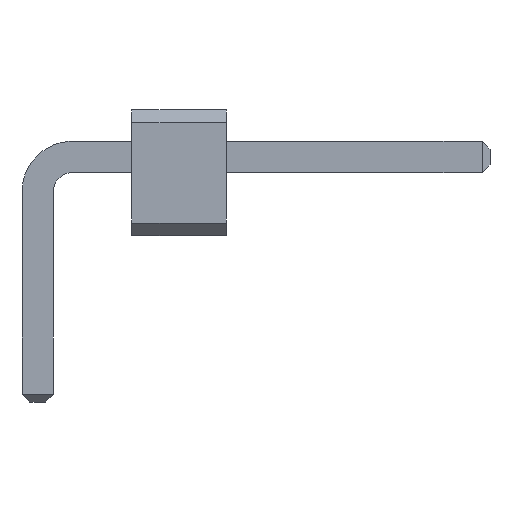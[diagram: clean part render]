
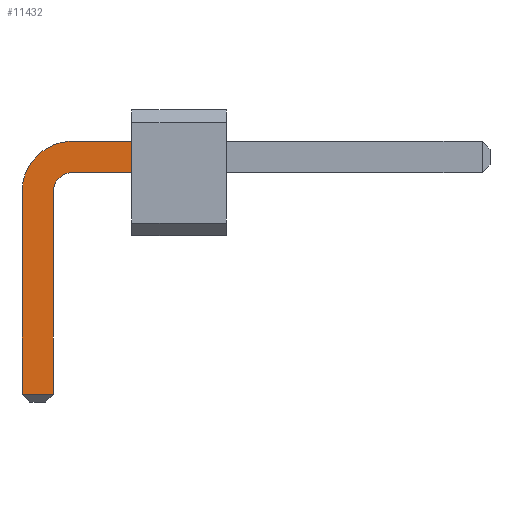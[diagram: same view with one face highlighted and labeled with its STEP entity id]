
A CAD part, front view. The second image highlights one B-rep face of the part: STEP entity #11432.
In plain terms, the highlighted planar face has unit normal (0, -1, 0).
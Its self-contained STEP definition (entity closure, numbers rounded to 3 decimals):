
#3670 = VERTEX_POINT('',#3671);
#3671 = CARTESIAN_POINT('',(1.5,-42.25,1.25));
#3677 = EDGE_CURVE('',#3670,#3678,#3680,.T.);
#3678 = VERTEX_POINT('',#3679);
#3679 = CARTESIAN_POINT('',(1.5,-42.25,0.75));
#3680 = LINE('',#3681,#3682);
#3681 = CARTESIAN_POINT('',(1.5,-42.25,0.499));
#3682 = VECTOR('',#3683,1.);
#3683 = DIRECTION('',(0.,0.,-1.));
#11414 = EDGE_CURVE('',#3678,#11415,#11417,.T.);
#11415 = VERTEX_POINT('',#11416);
#11416 = CARTESIAN_POINT('',(0.5,-42.25,0.75));
#11417 = LINE('',#11418,#11419);
#11418 = CARTESIAN_POINT('',(7.2,-42.25,0.75));
#11419 = VECTOR('',#11420,1.);
#11420 = DIRECTION('',(-1.,0.,0.));
#11432 = ADVANCED_FACE('',(#11433),#11485,.F.);
#11433 = FACE_BOUND('',#11434,.F.);
#11434 = EDGE_LOOP('',(#11435,#11436,#11437,#11446,#11454,#11462,#11470,
#11479));
#11435 = ORIENTED_EDGE('',*,*,#3677,.T.);
#11436 = ORIENTED_EDGE('',*,*,#11414,.T.);
#11437 = ORIENTED_EDGE('',*,*,#11438,.T.);
#11438 = EDGE_CURVE('',#11415,#11439,#11441,.T.);
#11439 = VERTEX_POINT('',#11440);
#11440 = CARTESIAN_POINT('',(0.25,-42.25,0.5));
#11441 = CIRCLE('',#11442,0.324);
#11442 = AXIS2_PLACEMENT_3D('',#11443,#11444,#11445);
#11443 = CARTESIAN_POINT('',(0.567,-42.25,0.433));
#11444 = DIRECTION('',(0.,-1.,0.));
#11445 = DIRECTION('',(-0.207,0.,0.978
));
#11446 = ORIENTED_EDGE('',*,*,#11447,.T.);
#11447 = EDGE_CURVE('',#11439,#11448,#11450,.T.);
#11448 = VERTEX_POINT('',#11449);
#11449 = CARTESIAN_POINT('',(0.25,-42.25,-2.775));
#11450 = LINE('',#11451,#11452);
#11451 = CARTESIAN_POINT('',(0.25,-42.25,0.5));
#11452 = VECTOR('',#11453,1.);
#11453 = DIRECTION('',(0.,0.,-1.));
#11454 = ORIENTED_EDGE('',*,*,#11455,.T.);
#11455 = EDGE_CURVE('',#11448,#11456,#11458,.T.);
#11456 = VERTEX_POINT('',#11457);
#11457 = CARTESIAN_POINT('',(-0.25,-42.25,-2.775));
#11458 = LINE('',#11459,#11460);
#11459 = CARTESIAN_POINT('',(0.25,-42.25,-2.775));
#11460 = VECTOR('',#11461,1.);
#11461 = DIRECTION('',(-1.,0.,0.));
#11462 = ORIENTED_EDGE('',*,*,#11463,.T.);
#11463 = EDGE_CURVE('',#11456,#11464,#11466,.T.);
#11464 = VERTEX_POINT('',#11465);
#11465 = CARTESIAN_POINT('',(-0.25,-42.25,0.5));
#11466 = LINE('',#11467,#11468);
#11467 = CARTESIAN_POINT('',(-0.25,-42.25,-2.9));
#11468 = VECTOR('',#11469,1.);
#11469 = DIRECTION('',(0.,0.,1.));
#11470 = ORIENTED_EDGE('',*,*,#11471,.T.);
#11471 = EDGE_CURVE('',#11464,#11472,#11474,.T.);
#11472 = VERTEX_POINT('',#11473);
#11473 = CARTESIAN_POINT('',(0.5,-42.25,1.25));
#11474 = CIRCLE('',#11475,0.808);
#11475 = AXIS2_PLACEMENT_3D('',#11476,#11477,#11478);
#11476 = CARTESIAN_POINT('',(0.556,-42.25,0.444));
#11477 = DIRECTION('',(0.,1.,0.));
#11478 = DIRECTION('',(-0.998,0.,
0.069));
#11479 = ORIENTED_EDGE('',*,*,#11480,.T.);
#11480 = EDGE_CURVE('',#11472,#3670,#11481,.T.);
#11481 = LINE('',#11482,#11483);
#11482 = CARTESIAN_POINT('',(0.5,-42.25,1.25));
#11483 = VECTOR('',#11484,1.);
#11484 = DIRECTION('',(1.,0.,0.));
#11485 = PLANE('',#11486);
#11486 = AXIS2_PLACEMENT_3D('',#11487,#11488,#11489);
#11487 = CARTESIAN_POINT('',(2.437,-42.25,0.248));
#11488 = DIRECTION('',(0.,1.,-0.));
#11489 = DIRECTION('',(0.,0.,-1.));
